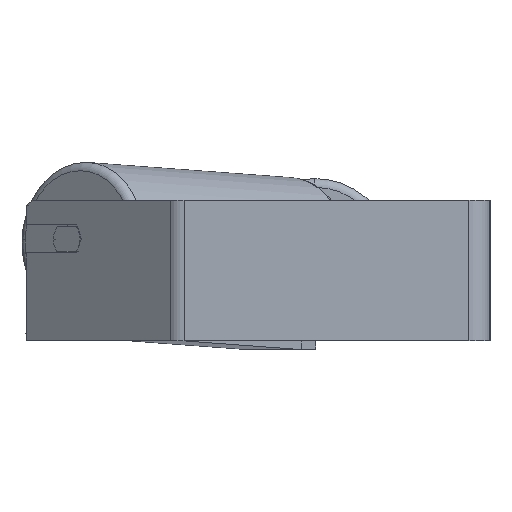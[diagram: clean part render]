
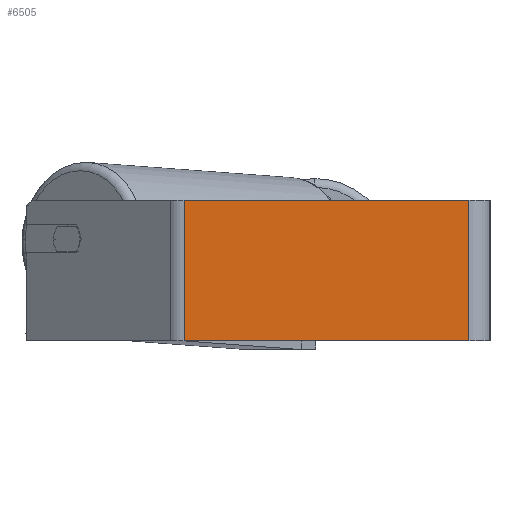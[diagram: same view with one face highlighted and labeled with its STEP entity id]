
A CAD part, left-side view. The second image highlights one B-rep face of the part: STEP entity #6505.
In plain terms, the highlighted planar face has unit normal (-1, 0, 0).
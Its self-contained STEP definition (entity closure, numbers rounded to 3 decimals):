
#820 = DIRECTION ( 'NONE',  ( 0., -1., 0. ) ) ;
#905 = CARTESIAN_POINT ( 'NONE',  ( -340., 179.125, -40. ) ) ;
#930 = CARTESIAN_POINT ( 'NONE',  ( -340., 12., -40. ) ) ;
#1193 = DIRECTION ( 'NONE',  ( 0., 0., -1. ) ) ;
#1301 = CARTESIAN_POINT ( 'NONE',  ( -340., 174.757, 40. ) ) ;
#1513 = VERTEX_POINT ( 'NONE', #1301 ) ;
#2161 = VERTEX_POINT ( 'NONE', #930 ) ;
#2294 = EDGE_CURVE ( 'NONE', #7453, #2161, #3260, .T. ) ;
#2660 = VERTEX_POINT ( 'NONE', #8530 ) ;
#3049 = ORIENTED_EDGE ( 'NONE', *, *, #3306, .T. ) ;
#3191 = EDGE_CURVE ( 'NONE', #2660, #2161, #5121, .T. ) ;
#3260 = LINE ( 'NONE', #8130, #7945 ) ;
#3278 = DIRECTION ( 'NONE',  ( 0., 0., -1. ) ) ;
#3306 = EDGE_CURVE ( 'NONE', #1513, #2660, #5256, .T. ) ;
#3732 = FACE_OUTER_BOUND ( 'NONE', #8580, .T. ) ;
#3954 = ORIENTED_EDGE ( 'NONE', *, *, #2294, .F. ) ;
#4071 = LINE ( 'NONE', #8244, #8851 ) ;
#4335 = PLANE ( 'NONE',  #5345 ) ;
#5069 = DIRECTION ( 'NONE',  ( 1., 0., 0. ) ) ;
#5121 = LINE ( 'NONE', #905, #5173 ) ;
#5159 = DIRECTION ( 'NONE',  ( 0., 1., 0. ) ) ;
#5173 = VECTOR ( 'NONE', #820, 1000. ) ;
#5256 = LINE ( 'NONE', #5946, #8970 ) ;
#5345 = AXIS2_PLACEMENT_3D ( 'NONE', #6544, #5069, #5159 ) ;
#5946 = CARTESIAN_POINT ( 'NONE',  ( -340., 174.757, 40. ) ) ;
#6160 = CARTESIAN_POINT ( 'NONE',  ( -340., 12., 40. ) ) ;
#6505 = ADVANCED_FACE ( 'NONE', ( #3732 ), #4335, .F. ) ;
#6544 = CARTESIAN_POINT ( 'NONE',  ( -340., 179.125, 40. ) ) ;
#6703 = EDGE_CURVE ( 'NONE', #1513, #7453, #4071, .T. ) ;
#7353 = ORIENTED_EDGE ( 'NONE', *, *, #3191, .T. ) ;
#7453 = VERTEX_POINT ( 'NONE', #6160 ) ;
#7531 = DIRECTION ( 'NONE',  ( 0., -1., 0. ) ) ;
#7945 = VECTOR ( 'NONE', #1193, 1000. ) ;
#8130 = CARTESIAN_POINT ( 'NONE',  ( -340., 12., 40. ) ) ;
#8244 = CARTESIAN_POINT ( 'NONE',  ( -340., 179.125, 40. ) ) ;
#8530 = CARTESIAN_POINT ( 'NONE',  ( -340., 174.757, -40. ) ) ;
#8580 = EDGE_LOOP ( 'NONE', ( #7353, #3954, #8979, #3049 ) ) ;
#8851 = VECTOR ( 'NONE', #7531, 1000. ) ;
#8970 = VECTOR ( 'NONE', #3278, 1000. ) ;
#8979 = ORIENTED_EDGE ( 'NONE', *, *, #6703, .F. ) ;
